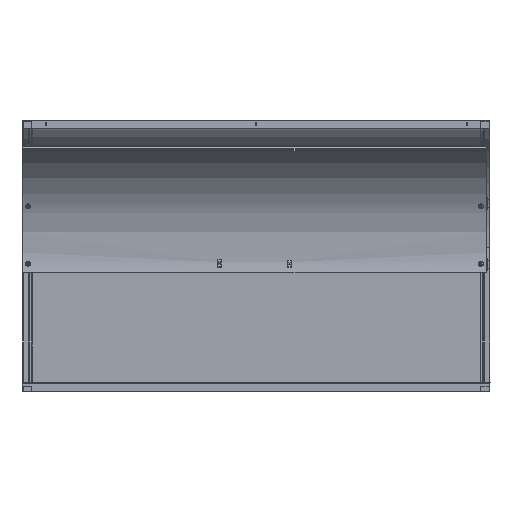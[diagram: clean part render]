
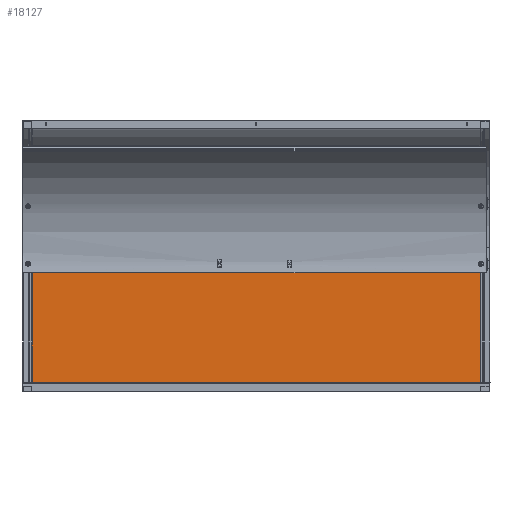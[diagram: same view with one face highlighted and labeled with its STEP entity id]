
A CAD part, left-side view. The second image highlights one B-rep face of the part: STEP entity #18127.
In plain terms, the highlighted face is planar.
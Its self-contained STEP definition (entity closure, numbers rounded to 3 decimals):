
#18048=DIRECTION('',(0.,0.,1.));
#18049=VECTOR('',#18048,1916.);
#18050=CARTESIAN_POINT('',(-135.283,-4.,-958.));
#18051=LINE('',#18050,#18049);
#18052=DIRECTION('',(1.,0.,0.));
#18053=VECTOR('',#18052,491.);
#18054=CARTESIAN_POINT('',(-135.283,-4.,958.));
#18055=LINE('',#18054,#18053);
#18056=DIRECTION('',(0.,0.,-1.));
#18057=VECTOR('',#18056,1916.);
#18058=CARTESIAN_POINT('',(355.717,-4.,958.));
#18059=LINE('',#18058,#18057);
#18060=DIRECTION('',(-1.,0.,0.));
#18061=VECTOR('',#18060,491.);
#18062=CARTESIAN_POINT('',(355.717,-4.,-958.));
#18063=LINE('',#18062,#18061);
#18096=CARTESIAN_POINT('',(355.717,-4.,958.));
#18097=CARTESIAN_POINT('',(355.717,-4.,-958.));
#18098=VERTEX_POINT('',#18096);
#18099=VERTEX_POINT('',#18097);
#18104=CARTESIAN_POINT('',(-135.283,-4.,-958.));
#18105=CARTESIAN_POINT('',(-135.283,-4.,958.));
#18106=VERTEX_POINT('',#18104);
#18107=VERTEX_POINT('',#18105);
#18112=CARTESIAN_POINT('',(0.,-4.,0.));
#18113=DIRECTION('',(0.,1.,0.));
#18114=DIRECTION('',(1.,0.,0.));
#18115=AXIS2_PLACEMENT_3D('',#18112,#18113,#18114);
#18116=PLANE('',#18115);
#18118=ORIENTED_EDGE('',*,*,#18117,.T.);
#18120=ORIENTED_EDGE('',*,*,#18119,.T.);
#18122=ORIENTED_EDGE('',*,*,#18121,.T.);
#18124=ORIENTED_EDGE('',*,*,#18123,.T.);
#18125=EDGE_LOOP('',(#18118,#18120,#18122,#18124));
#18126=FACE_OUTER_BOUND('',#18125,.F.);
#18117=EDGE_CURVE('',#18106,#18107,#18051,.T.);
#18119=EDGE_CURVE('',#18107,#18098,#18055,.T.);
#18121=EDGE_CURVE('',#18098,#18099,#18059,.T.);
#18123=EDGE_CURVE('',#18099,#18106,#18063,.T.);
#18127=ADVANCED_FACE('',(#18126),#18116,.F.);
